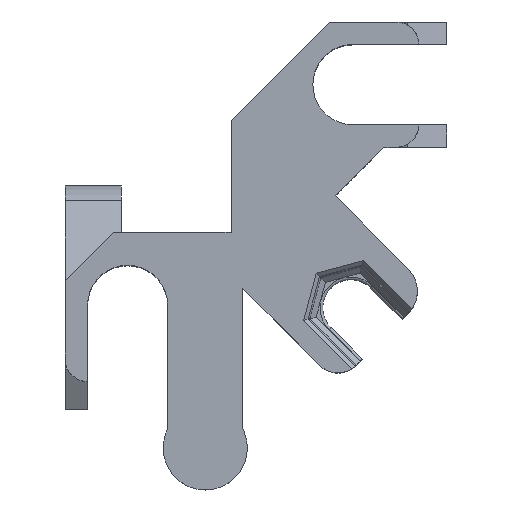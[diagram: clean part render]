
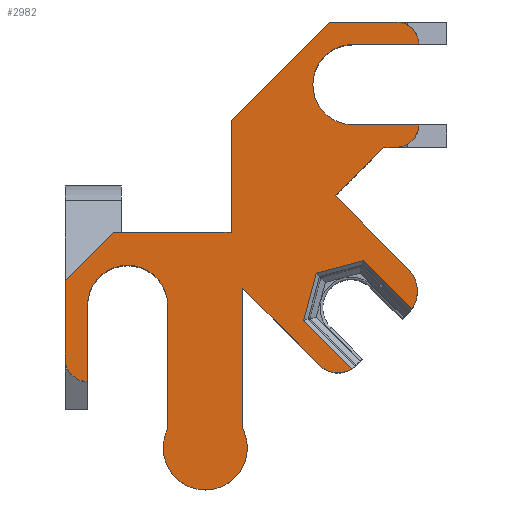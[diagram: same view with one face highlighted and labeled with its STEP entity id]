
A CAD part, top view. The second image highlights one B-rep face of the part: STEP entity #2982.
In plain terms, the highlighted planar face has unit normal (0, 0, 1).
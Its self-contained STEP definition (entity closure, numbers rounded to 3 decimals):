
#64=PLANE('',#3158);
#179=CIRCLE('',#3149,4.62);
#183=CIRCLE('',#3159,5.56);
#184=CIRCLE('',#3160,4.);
#185=CIRCLE('',#3161,7.15);
#186=CIRCLE('',#3162,4.);
#187=CIRCLE('',#3163,4.);
#188=CIRCLE('',#3164,7.15);
#189=CIRCLE('',#3165,7.5);
#261=FACE_OUTER_BOUND('',#426,.T.);
#426=EDGE_LOOP('',(#2096,#2097,#2098,#2099,#2100,#2101,#2102,#2103,#2104,
#2105,#2106,#2107,#2108,#2109,#2110,#2111,#2112,#2113,#2114,#2115,#2116,
#2117,#2118,#2119,#2120,#2121,#2122));
#670=LINE('',#4346,#1000);
#672=LINE('',#4350,#1002);
#674=LINE('',#4354,#1004);
#675=LINE('',#4358,#1005);
#676=LINE('',#4363,#1006);
#677=LINE('',#4365,#1007);
#678=LINE('',#4367,#1008);
#679=LINE('',#4371,#1009);
#680=LINE('',#4375,#1010);
#681=LINE('',#4379,#1011);
#682=LINE('',#4381,#1012);
#683=LINE('',#4383,#1013);
#684=LINE('',#4385,#1014);
#685=LINE('',#4387,#1015);
#686=LINE('',#4389,#1016);
#687=LINE('',#4393,#1017);
#688=LINE('',#4397,#1018);
#689=LINE('',#4401,#1019);
#690=LINE('',#4402,#1020);
#1000=VECTOR('',#3455,12.168);
#1002=VECTOR('',#3459,8.718);
#1004=VECTOR('',#3463,8.718);
#1005=VECTOR('',#3468,12.187);
#1006=VECTOR('',#3473,18.44);
#1007=VECTOR('',#3474,12.288);
#1008=VECTOR('',#3475,2.248);
#1009=VECTOR('',#3478,11.749);
#1010=VECTOR('',#3481,11.749);
#1011=VECTOR('',#3484,12.);
#1012=VECTOR('',#3485,24.711);
#1013=VECTOR('',#3486,20.);
#1014=VECTOR('',#3487,21.);
#1015=VECTOR('',#3488,12.126);
#1016=VECTOR('',#3489,14.);
#1017=VECTOR('',#3492,13.55);
#1018=VECTOR('',#3495,21.954);
#1019=VECTOR('',#3498,25.);
#1020=VECTOR('',#3499,19.38);
#1329=VERTEX_POINT('',#4324);
#1330=VERTEX_POINT('',#4326);
#1338=VERTEX_POINT('',#4344);
#1339=VERTEX_POINT('',#4348);
#1340=VERTEX_POINT('',#4352);
#1341=VERTEX_POINT('',#4356);
#1342=VERTEX_POINT('',#4360);
#1343=VERTEX_POINT('',#4362);
#1344=VERTEX_POINT('',#4364);
#1345=VERTEX_POINT('',#4366);
#1346=VERTEX_POINT('',#4368);
#1347=VERTEX_POINT('',#4370);
#1348=VERTEX_POINT('',#4372);
#1349=VERTEX_POINT('',#4374);
#1350=VERTEX_POINT('',#4376);
#1351=VERTEX_POINT('',#4378);
#1352=VERTEX_POINT('',#4380);
#1353=VERTEX_POINT('',#4382);
#1354=VERTEX_POINT('',#4384);
#1355=VERTEX_POINT('',#4386);
#1356=VERTEX_POINT('',#4388);
#1357=VERTEX_POINT('',#4390);
#1358=VERTEX_POINT('',#4392);
#1359=VERTEX_POINT('',#4394);
#1360=VERTEX_POINT('',#4396);
#1361=VERTEX_POINT('',#4398);
#1362=VERTEX_POINT('',#4400);
#1628=EDGE_CURVE('',#1329,#1330,#179,.T.);
#1638=EDGE_CURVE('',#1338,#1329,#670,.T.);
#1640=EDGE_CURVE('',#1339,#1338,#672,.T.);
#1642=EDGE_CURVE('',#1340,#1339,#674,.T.);
#1644=EDGE_CURVE('',#1341,#1340,#675,.T.);
#1645=EDGE_CURVE('',#1342,#1341,#183,.T.);
#1646=EDGE_CURVE('',#1343,#1342,#676,.T.);
#1647=EDGE_CURVE('',#1344,#1343,#677,.T.);
#1648=EDGE_CURVE('',#1345,#1344,#678,.T.);
#1649=EDGE_CURVE('',#1346,#1345,#184,.T.);
#1650=EDGE_CURVE('',#1347,#1346,#679,.T.);
#1651=EDGE_CURVE('',#1348,#1347,#185,.T.);
#1652=EDGE_CURVE('',#1349,#1348,#680,.T.);
#1653=EDGE_CURVE('',#1350,#1349,#186,.T.);
#1654=EDGE_CURVE('',#1351,#1350,#681,.T.);
#1655=EDGE_CURVE('',#1352,#1351,#682,.T.);
#1656=EDGE_CURVE('',#1353,#1352,#683,.T.);
#1657=EDGE_CURVE('',#1354,#1353,#684,.T.);
#1658=EDGE_CURVE('',#1355,#1354,#685,.T.);
#1659=EDGE_CURVE('',#1356,#1355,#686,.T.);
#1660=EDGE_CURVE('',#1357,#1356,#187,.T.);
#1661=EDGE_CURVE('',#1358,#1357,#687,.T.);
#1662=EDGE_CURVE('',#1359,#1358,#188,.T.);
#1663=EDGE_CURVE('',#1360,#1359,#688,.T.);
#1664=EDGE_CURVE('',#1361,#1360,#189,.T.);
#1665=EDGE_CURVE('',#1362,#1361,#689,.T.);
#1666=EDGE_CURVE('',#1330,#1362,#690,.T.);
#2096=ORIENTED_EDGE('',*,*,#1638,.F.);
#2097=ORIENTED_EDGE('',*,*,#1640,.F.);
#2098=ORIENTED_EDGE('',*,*,#1642,.F.);
#2099=ORIENTED_EDGE('',*,*,#1644,.F.);
#2100=ORIENTED_EDGE('',*,*,#1645,.F.);
#2101=ORIENTED_EDGE('',*,*,#1646,.F.);
#2102=ORIENTED_EDGE('',*,*,#1647,.F.);
#2103=ORIENTED_EDGE('',*,*,#1648,.F.);
#2104=ORIENTED_EDGE('',*,*,#1649,.F.);
#2105=ORIENTED_EDGE('',*,*,#1650,.F.);
#2106=ORIENTED_EDGE('',*,*,#1651,.F.);
#2107=ORIENTED_EDGE('',*,*,#1652,.F.);
#2108=ORIENTED_EDGE('',*,*,#1653,.F.);
#2109=ORIENTED_EDGE('',*,*,#1654,.F.);
#2110=ORIENTED_EDGE('',*,*,#1655,.F.);
#2111=ORIENTED_EDGE('',*,*,#1656,.F.);
#2112=ORIENTED_EDGE('',*,*,#1657,.F.);
#2113=ORIENTED_EDGE('',*,*,#1658,.F.);
#2114=ORIENTED_EDGE('',*,*,#1659,.F.);
#2115=ORIENTED_EDGE('',*,*,#1660,.F.);
#2116=ORIENTED_EDGE('',*,*,#1661,.F.);
#2117=ORIENTED_EDGE('',*,*,#1662,.F.);
#2118=ORIENTED_EDGE('',*,*,#1663,.F.);
#2119=ORIENTED_EDGE('',*,*,#1664,.F.);
#2120=ORIENTED_EDGE('',*,*,#1665,.F.);
#2121=ORIENTED_EDGE('',*,*,#1666,.F.);
#2122=ORIENTED_EDGE('',*,*,#1628,.F.);
#2982=ADVANCED_FACE('',(#261),#64,.T.);
#3149=AXIS2_PLACEMENT_3D('',#4327,#3439,#3440);
#3158=AXIS2_PLACEMENT_3D('',#4359,#3469,#3470);
#3159=AXIS2_PLACEMENT_3D('',#4361,#3471,#3472);
#3160=AXIS2_PLACEMENT_3D('',#4369,#3476,#3477);
#3161=AXIS2_PLACEMENT_3D('',#4373,#3479,#3480);
#3162=AXIS2_PLACEMENT_3D('',#4377,#3482,#3483);
#3163=AXIS2_PLACEMENT_3D('',#4391,#3490,#3491);
#3164=AXIS2_PLACEMENT_3D('',#4395,#3493,#3494);
#3165=AXIS2_PLACEMENT_3D('',#4399,#3496,#3497);
#3439=DIRECTION('center_axis',(0.,0.,-1.));
#3440=DIRECTION('ref_axis',(0.707,0.707,0.));
#3455=DIRECTION('',(0.707,-0.707,0.));
#3459=DIRECTION('',(-0.259,-0.966,0.));
#3463=DIRECTION('',(-0.966,-0.259,0.));
#3468=DIRECTION('',(-0.707,0.707,0.));
#3469=DIRECTION('center_axis',(0.,0.,1.));
#3470=DIRECTION('ref_axis',(1.,0.,0.));
#3471=DIRECTION('center_axis',(0.,0.,-1.));
#3472=DIRECTION('ref_axis',(-0.707,0.707,0.));
#3473=DIRECTION('',(0.707,-0.707,0.));
#3474=DIRECTION('',(-0.707,-0.707,0.));
#3475=DIRECTION('',(-1.,0.,0.));
#3476=DIRECTION('center_axis',(0.,0.,-1.));
#3477=DIRECTION('ref_axis',(0.,1.,0.));
#3478=DIRECTION('',(1.,0.,0.));
#3479=DIRECTION('center_axis',(0.,0.,1.));
#3480=DIRECTION('ref_axis',(0.,1.,0.));
#3481=DIRECTION('',(-1.,0.,0.));
#3482=DIRECTION('center_axis',(0.,0.,-1.));
#3483=DIRECTION('ref_axis',(-1.,0.,0.));
#3484=DIRECTION('',(1.,0.,0.));
#3485=DIRECTION('',(0.707,0.707,0.));
#3486=DIRECTION('',(0.,1.,0.));
#3487=DIRECTION('',(1.,0.,0.));
#3488=DIRECTION('',(0.707,0.707,0.));
#3489=DIRECTION('',(0.,1.,0.));
#3490=DIRECTION('center_axis',(0.,0.,-1.));
#3491=DIRECTION('ref_axis',(1.,0.,0.));
#3492=DIRECTION('',(0.,-1.,0.));
#3493=DIRECTION('center_axis',(0.,0.,1.));
#3494=DIRECTION('ref_axis',(1.,0.,0.));
#3495=DIRECTION('',(0.,1.,0.));
#3496=DIRECTION('center_axis',(0.,0.,-1.));
#3497=DIRECTION('ref_axis',(0.89,-0.456,0.));
#3498=DIRECTION('',(0.,-1.,0.));
#3499=DIRECTION('',(-0.707,0.707,0.));
#4324=CARTESIAN_POINT('',(21.533,-24.308,0.));
#4326=CARTESIAN_POINT('',(15.783,-23.679,0.));
#4327=CARTESIAN_POINT('Origin',(19.049,-20.412,0.));
#4344=CARTESIAN_POINT('',(12.927,-15.706,0.));
#4346=CARTESIAN_POINT('',(7.927,-10.709,0.));
#4348=CARTESIAN_POINT('',(15.181,-7.284,0.));
#4350=CARTESIAN_POINT('',(15.319,-6.768,0.));
#4352=CARTESIAN_POINT('',(23.601,-5.026,0.));
#4354=CARTESIAN_POINT('',(14.906,-7.358,0.));
#4356=CARTESIAN_POINT('',(32.221,-13.641,0.));
#4358=CARTESIAN_POINT('',(22.74,-4.165,0.));
#4359=CARTESIAN_POINT('Origin',(4.974,-2.849,0.));
#4360=CARTESIAN_POINT('',(31.576,-6.549,0.));
#4361=CARTESIAN_POINT('Origin',(27.645,-10.482,0.));
#4362=CARTESIAN_POINT('',(18.534,6.486,0.));
#4363=CARTESIAN_POINT('',(18.534,6.486,0.));
#4364=CARTESIAN_POINT('',(27.22,15.177,0.));
#4365=CARTESIAN_POINT('',(27.22,15.177,0.));
#4366=CARTESIAN_POINT('',(29.469,15.177,0.));
#4367=CARTESIAN_POINT('',(29.469,15.177,0.));
#4368=CARTESIAN_POINT('',(33.469,19.177,0.));
#4369=CARTESIAN_POINT('Origin',(29.469,19.177,0.));
#4370=CARTESIAN_POINT('',(21.72,19.177,0.));
#4371=CARTESIAN_POINT('',(21.72,19.177,0.));
#4372=CARTESIAN_POINT('',(21.72,33.477,0.));
#4373=CARTESIAN_POINT('Origin',(21.72,26.327,0.));
#4374=CARTESIAN_POINT('',(33.469,33.477,0.));
#4375=CARTESIAN_POINT('',(33.469,33.477,0.));
#4376=CARTESIAN_POINT('',(29.469,37.477,0.));
#4377=CARTESIAN_POINT('Origin',(29.469,33.477,0.));
#4378=CARTESIAN_POINT('',(17.469,37.477,0.));
#4379=CARTESIAN_POINT('',(17.469,37.477,0.));
#4380=CARTESIAN_POINT('',(0.,20.,0.));
#4381=CARTESIAN_POINT('',(0.,20.,0.));
#4382=CARTESIAN_POINT('',(0.,0.,0.));
#4383=CARTESIAN_POINT('',(0.,0.,0.));
#4384=CARTESIAN_POINT('',(-21.,0.,0.));
#4385=CARTESIAN_POINT('',(-21.,0.,0.));
#4386=CARTESIAN_POINT('',(-29.574,-8.575,0.));
#4387=CARTESIAN_POINT('',(-29.574,-8.575,0.));
#4388=CARTESIAN_POINT('',(-29.574,-22.575,0.));
#4389=CARTESIAN_POINT('',(-29.574,-22.575,0.));
#4390=CARTESIAN_POINT('',(-25.574,-26.575,0.));
#4391=CARTESIAN_POINT('Origin',(-25.574,-22.575,0.));
#4392=CARTESIAN_POINT('',(-25.574,-13.025,0.));
#4393=CARTESIAN_POINT('',(-25.574,-13.025,0.));
#4394=CARTESIAN_POINT('',(-11.274,-13.025,0.));
#4395=CARTESIAN_POINT('Origin',(-18.424,-13.025,0.));
#4396=CARTESIAN_POINT('',(-11.274,-34.979,0.));
#4397=CARTESIAN_POINT('',(-11.274,-34.979,0.));
#4398=CARTESIAN_POINT('',(2.076,-34.979,0.));
#4399=CARTESIAN_POINT('Origin',(-4.599,-38.399,0.));
#4400=CARTESIAN_POINT('',(2.076,-9.979,0.));
#4401=CARTESIAN_POINT('',(2.076,-9.979,0.));
#4402=CARTESIAN_POINT('',(15.783,-23.679,0.));
